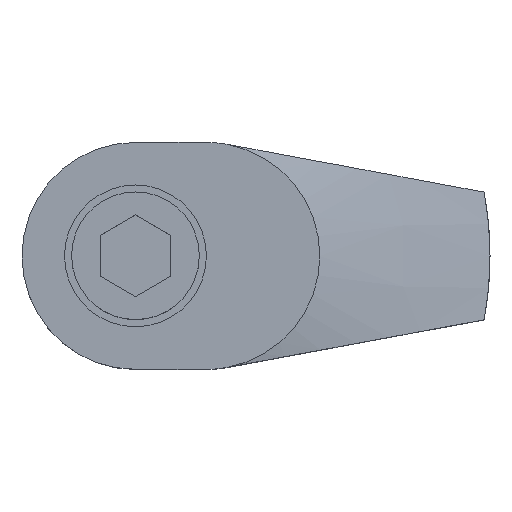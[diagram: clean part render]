
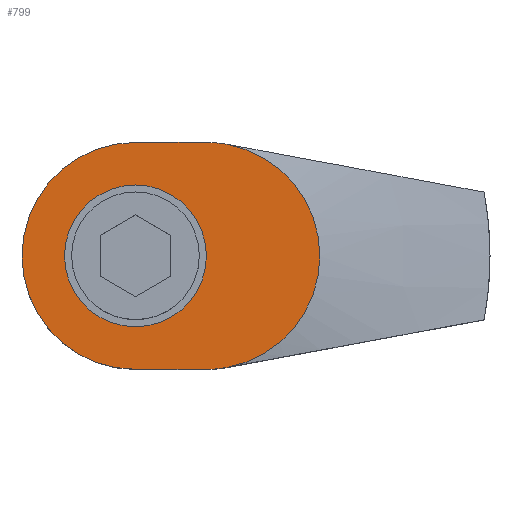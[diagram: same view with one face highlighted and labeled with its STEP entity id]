
A CAD part, top view. The second image highlights one B-rep face of the part: STEP entity #799.
In plain terms, the highlighted planar face has unit normal (0, 0, 1).
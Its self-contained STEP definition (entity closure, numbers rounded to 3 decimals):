
#9 = DIRECTION ( 'NONE',  ( 0., 0., 1. ) ) ;
#38 = CARTESIAN_POINT ( 'NONE',  ( 10., 0., 57. ) ) ;
#46 = DIRECTION ( 'NONE',  ( 1., 0., 0. ) ) ;
#71 = AXIS2_PLACEMENT_3D ( 'NONE', #970, #540, #559 ) ;
#80 = CARTESIAN_POINT ( 'NONE',  ( 12.92, 15.731, 57. ) ) ;
#91 = ORIENTED_EDGE ( 'NONE', *, *, #1259, .T. ) ;
#156 = ORIENTED_EDGE ( 'NONE', *, *, #556, .T. ) ;
#163 = LINE ( 'NONE', #1160, #433 ) ;
#196 = DIRECTION ( 'NONE',  ( 0., 0., 1. ) ) ;
#215 = CARTESIAN_POINT ( 'NONE',  ( 0., -16., 57. ) ) ;
#226 = VERTEX_POINT ( 'NONE', #907 ) ;
#255 = DIRECTION ( 'NONE',  ( 0., 0., 1. ) ) ;
#258 = VERTEX_POINT ( 'NONE', #80 ) ;
#272 = VERTEX_POINT ( 'NONE', #509 ) ;
#377 = DIRECTION ( 'NONE',  ( 1., 0., 0. ) ) ;
#380 = VERTEX_POINT ( 'NONE', #528 ) ;
#411 = VERTEX_POINT ( 'NONE', #1273 ) ;
#424 = ORIENTED_EDGE ( 'NONE', *, *, #1319, .F. ) ;
#433 = VECTOR ( 'NONE', #377, 1000. ) ;
#458 = AXIS2_PLACEMENT_3D ( 'NONE', #38, #1125, #892 ) ;
#461 = VERTEX_POINT ( 'NONE', #629 ) ;
#470 = FACE_BOUND ( 'NONE', #1311, .T. ) ;
#476 = ORIENTED_EDGE ( 'NONE', *, *, #656, .T. ) ;
#509 = CARTESIAN_POINT ( 'NONE',  ( 12.92, -15.731, 57. ) ) ;
#528 = CARTESIAN_POINT ( 'NONE',  ( 10., 0., 57. ) ) ;
#540 = DIRECTION ( 'NONE',  ( 0., 0., 1. ) ) ;
#548 = CARTESIAN_POINT ( 'NONE',  ( 10., 0., 57. ) ) ;
#556 = EDGE_CURVE ( 'NONE', #258, #461, #1325, .T. ) ;
#559 = DIRECTION ( 'NONE',  ( 1., 0., 0. ) ) ;
#564 = ORIENTED_EDGE ( 'NONE', *, *, #845, .T. ) ;
#571 = VERTEX_POINT ( 'NONE', #215 ) ;
#574 = PLANE ( 'NONE',  #1342 ) ;
#575 = DIRECTION ( 'NONE',  ( 1., 0., 0. ) ) ;
#579 = FACE_OUTER_BOUND ( 'NONE', #1219, .T. ) ;
#590 = CIRCLE ( 'NONE', #1233, 10. ) ;
#599 = EDGE_CURVE ( 'NONE', #461, #226, #776, .T. ) ;
#610 = AXIS2_PLACEMENT_3D ( 'NONE', #746, #9, #1216 ) ;
#615 = EDGE_CURVE ( 'NONE', #411, #380, #898, .T. ) ;
#629 = CARTESIAN_POINT ( 'NONE',  ( 10., 16., 57. ) ) ;
#630 = DIRECTION ( 'NONE',  ( 1., 0., 0. ) ) ;
#650 = VECTOR ( 'NONE', #964, 1000. ) ;
#656 = EDGE_CURVE ( 'NONE', #822, #571, #787, .T. ) ;
#660 = CARTESIAN_POINT ( 'NONE',  ( 0., 16., 57. ) ) ;
#668 = CARTESIAN_POINT ( 'NONE',  ( -16., 0., 57. ) ) ;
#692 = DIRECTION ( 'NONE',  ( 0., 0., 1. ) ) ;
#705 = CARTESIAN_POINT ( 'NONE',  ( 10., 0., 57. ) ) ;
#745 = ORIENTED_EDGE ( 'NONE', *, *, #881, .T. ) ;
#746 = CARTESIAN_POINT ( 'NONE',  ( 0., 0., 57. ) ) ;
#759 = ORIENTED_EDGE ( 'NONE', *, *, #599, .T. ) ;
#765 = CIRCLE ( 'NONE', #1189, 16. ) ;
#776 = LINE ( 'NONE', #660, #650 ) ;
#787 = CIRCLE ( 'NONE', #71, 16. ) ;
#799 = ADVANCED_FACE ( 'NONE', ( #579, #470 ), #574, .T. ) ;
#822 = VERTEX_POINT ( 'NONE', #668 ) ;
#845 = EDGE_CURVE ( 'NONE', #272, #258, #1072, .T. ) ;
#850 = ORIENTED_EDGE ( 'NONE', *, *, #921, .T. ) ;
#876 = CARTESIAN_POINT ( 'NONE',  ( 10., -16., 57. ) ) ;
#881 = EDGE_CURVE ( 'NONE', #226, #822, #765, .T. ) ;
#892 = DIRECTION ( 'NONE',  ( 1., 0., 0. ) ) ;
#893 = CARTESIAN_POINT ( 'NONE',  ( 0., 0., 57. ) ) ;
#898 = CIRCLE ( 'NONE', #610, 10. ) ;
#907 = CARTESIAN_POINT ( 'NONE',  ( 0., 16., 57. ) ) ;
#921 = EDGE_CURVE ( 'NONE', #1068, #272, #1021, .T. ) ;
#948 = AXIS2_PLACEMENT_3D ( 'NONE', #705, #1359, #575 ) ;
#964 = DIRECTION ( 'NONE',  ( -1., 0., 0. ) ) ;
#970 = CARTESIAN_POINT ( 'NONE',  ( 0., 0., 57. ) ) ;
#981 = DIRECTION ( 'NONE',  ( 0., 0., 1. ) ) ;
#989 = DIRECTION ( 'NONE',  ( 1., 0., 0. ) ) ;
#1021 = CIRCLE ( 'NONE', #948, 16. ) ;
#1068 = VERTEX_POINT ( 'NONE', #876 ) ;
#1072 = CIRCLE ( 'NONE', #458, 16. ) ;
#1125 = DIRECTION ( 'NONE',  ( 0., 0., 1. ) ) ;
#1131 = CARTESIAN_POINT ( 'NONE',  ( 0., 0., 57. ) ) ;
#1160 = CARTESIAN_POINT ( 'NONE',  ( 10., -16., 57. ) ) ;
#1163 = AXIS2_PLACEMENT_3D ( 'NONE', #548, #981, #989 ) ;
#1189 = AXIS2_PLACEMENT_3D ( 'NONE', #893, #692, #1346 ) ;
#1216 = DIRECTION ( 'NONE',  ( 1., 0., 0. ) ) ;
#1219 = EDGE_LOOP ( 'NONE', ( #564, #156, #759, #745, #476, #91, #850 ) ) ;
#1233 = AXIS2_PLACEMENT_3D ( 'NONE', #1282, #196, #630 ) ;
#1259 = EDGE_CURVE ( 'NONE', #571, #1068, #163, .T. ) ;
#1273 = CARTESIAN_POINT ( 'NONE',  ( -10., 0., 57. ) ) ;
#1282 = CARTESIAN_POINT ( 'NONE',  ( 0., 0., 57. ) ) ;
#1289 = ORIENTED_EDGE ( 'NONE', *, *, #615, .F. ) ;
#1311 = EDGE_LOOP ( 'NONE', ( #424, #1289 ) ) ;
#1319 = EDGE_CURVE ( 'NONE', #380, #411, #590, .T. ) ;
#1325 = CIRCLE ( 'NONE', #1163, 16. ) ;
#1342 = AXIS2_PLACEMENT_3D ( 'NONE', #1131, #255, #46 ) ;
#1346 = DIRECTION ( 'NONE',  ( 1., 0., 0. ) ) ;
#1359 = DIRECTION ( 'NONE',  ( 0., 0., 1. ) ) ;
